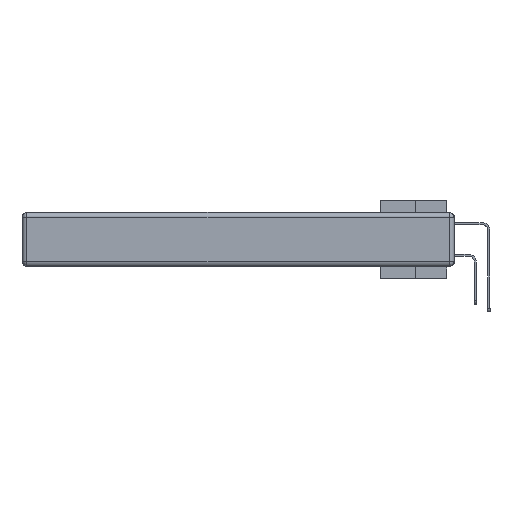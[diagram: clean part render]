
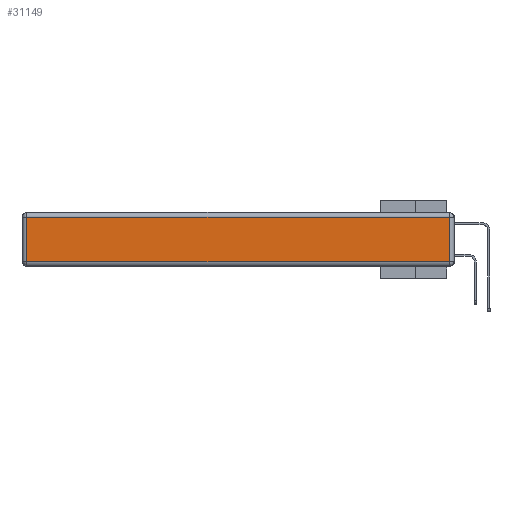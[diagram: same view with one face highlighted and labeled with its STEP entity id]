
A CAD part, left-side view. The second image highlights one B-rep face of the part: STEP entity #31149.
In plain terms, the highlighted planar face has unit normal (-1, 0, 0).
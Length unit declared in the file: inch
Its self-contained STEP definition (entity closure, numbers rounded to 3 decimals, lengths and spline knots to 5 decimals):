
#412 = DIRECTION ( 'NONE',  ( 0., 0., 1. ) ) ;
#2085 = ORIENTED_EDGE ( 'NONE', *, *, #30955, .T. ) ;
#2328 = CARTESIAN_POINT ( 'NONE',  ( 0., 2.72, -0.343 ) ) ;
#5374 = LINE ( 'NONE', #16464, #19228 ) ;
#6044 = ORIENTED_EDGE ( 'NONE', *, *, #19041, .T. ) ;
#6338 = CARTESIAN_POINT ( 'NONE',  ( 0., 2.72, -0.313 ) ) ;
#10065 = DIRECTION ( 'NONE',  ( 0., 0., -1. ) ) ;
#10314 = CARTESIAN_POINT ( 'NONE',  ( 0., 2.75, -0.03 ) ) ;
#10433 = ORIENTED_EDGE ( 'NONE', *, *, #11807, .T. ) ;
#10467 = FACE_OUTER_BOUND ( 'NONE', #31687, .T. ) ;
#10720 = VERTEX_POINT ( 'NONE', #21335 ) ;
#11406 = VERTEX_POINT ( 'NONE', #6338 ) ;
#11807 = EDGE_CURVE ( 'NONE', #11406, #10720, #5374, .T. ) ;
#14400 = VERTEX_POINT ( 'NONE', #32983 ) ;
#16175 = VERTEX_POINT ( 'NONE', #18283 ) ;
#16464 = CARTESIAN_POINT ( 'NONE',  ( 0., 0., -0.313 ) ) ;
#17002 = LINE ( 'NONE', #26182, #30724 ) ;
#18283 = CARTESIAN_POINT ( 'NONE',  ( 0., 0.03, -0.03 ) ) ;
#18756 = DIRECTION ( 'NONE',  ( 0., 1., 0. ) ) ;
#19041 = EDGE_CURVE ( 'NONE', #14400, #11406, #35881, .T. ) ;
#19228 = VECTOR ( 'NONE', #22153, 39.37008 ) ;
#20255 = VECTOR ( 'NONE', #18756, 39.37008 ) ;
#21335 = CARTESIAN_POINT ( 'NONE',  ( 0., 0.03, -0.313 ) ) ;
#21685 = CARTESIAN_POINT ( 'NONE',  ( 0., 0., -0.343 ) ) ;
#22153 = DIRECTION ( 'NONE',  ( 0., -1., 0. ) ) ;
#24627 = DIRECTION ( 'NONE',  ( 0., 0., 1. ) ) ;
#26182 = CARTESIAN_POINT ( 'NONE',  ( 0., 0.03, -0.343 ) ) ;
#27775 = VECTOR ( 'NONE', #10065, 39.37008 ) ;
#28982 = AXIS2_PLACEMENT_3D ( 'NONE', #21685, #29960, #24627 ) ;
#29489 = ORIENTED_EDGE ( 'NONE', *, *, #32353, .T. ) ;
#29613 = PLANE ( 'NONE',  #28982 ) ;
#29960 = DIRECTION ( 'NONE',  ( -1., 0., 0. ) ) ;
#30163 = LINE ( 'NONE', #10314, #20255 ) ;
#30724 = VECTOR ( 'NONE', #412, 39.37008 ) ;
#30955 = EDGE_CURVE ( 'NONE', #10720, #16175, #17002, .T. ) ;
#31149 = ADVANCED_FACE ( 'NONE', ( #10467 ), #29613, .T. ) ;
#31687 = EDGE_LOOP ( 'NONE', ( #10433, #2085, #29489, #6044 ) ) ;
#32353 = EDGE_CURVE ( 'NONE', #16175, #14400, #30163, .T. ) ;
#32983 = CARTESIAN_POINT ( 'NONE',  ( 0., 2.72, -0.03 ) ) ;
#35881 = LINE ( 'NONE', #2328, #27775 ) ;
